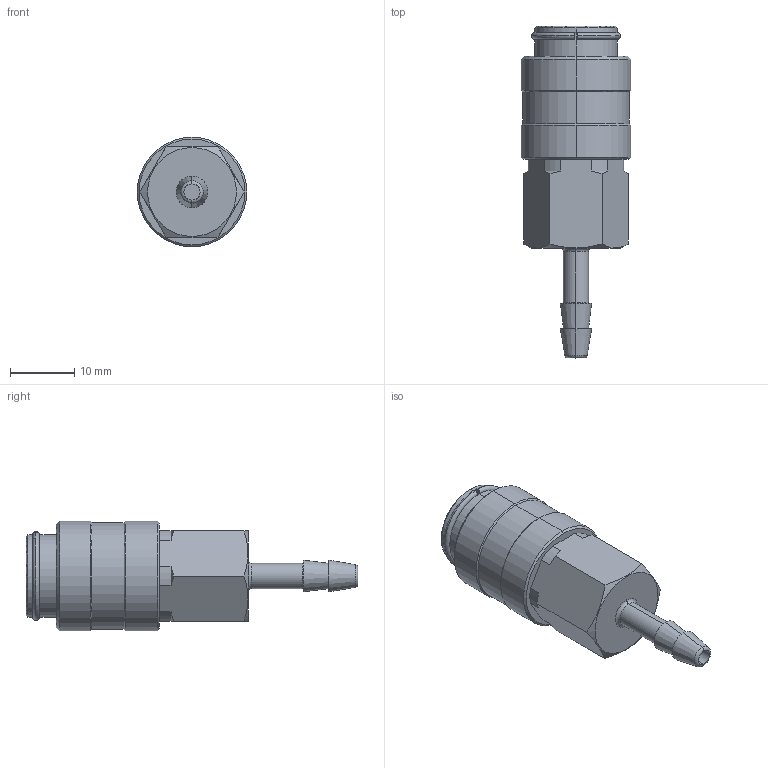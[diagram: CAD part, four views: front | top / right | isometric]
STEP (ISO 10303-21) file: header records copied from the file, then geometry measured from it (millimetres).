
FILE_DESCRIPTION(( 'GU21.130400.STEP' ), '1');
FILE_NAME( 'GU21.130400.STEP', '2019-06-20T13:33:48',( 'Sopra'),('sopra-pneumatic.com'), 'SwSTEP 2.0','SolidWorks 2009','' );
FILE_SCHEMA (( 'CONFIG_CONTROL_DESIGN' ));
Length unit declared in the file: millimetre
Products named in the file (1): 07210330
Bounding box: 17 x 51.5 x 17 mm (x, y, z)
Volume: 6249.3 mm3; surface area: 2823.3 mm2
Topology: 2 solids, 2 shells, 85 faces, 184 edges, 112 vertices
Faces by surface type: cone 26, cylinder 24, plane 19, torus 16
Entity records: 2483 total; most frequent: CARTESIAN_POINT 518, DIRECTION 430, ORIENTED_EDGE 368, EDGE_CURVE 184, AXIS2_PLACEMENT_3D 184, VERTEX_POINT 112, CIRCLE 98, EDGE_LOOP 94
